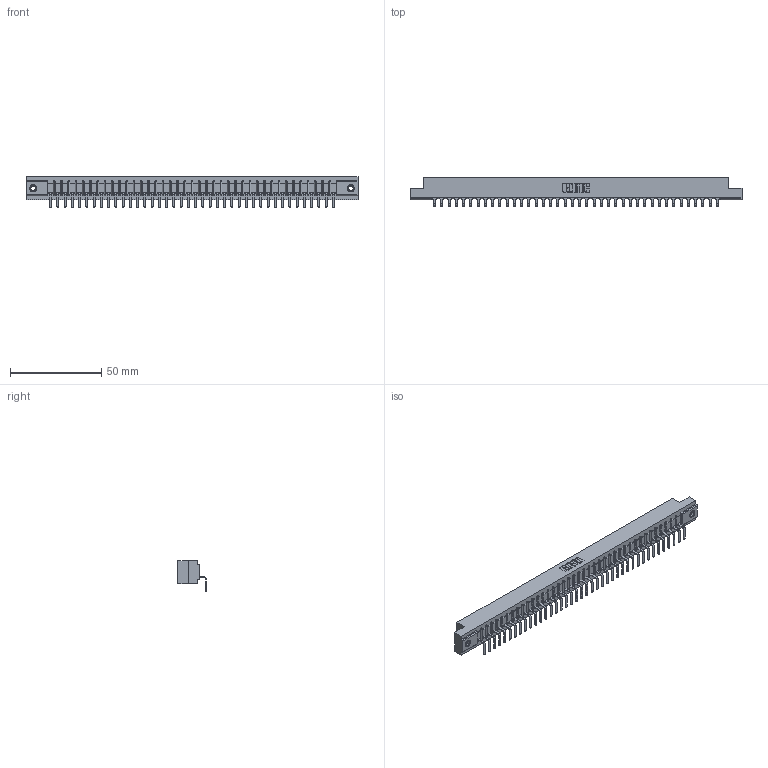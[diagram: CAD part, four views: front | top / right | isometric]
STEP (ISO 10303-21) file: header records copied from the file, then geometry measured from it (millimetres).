
FILE_DESCRIPTION (( 'STEP AP203' ), '1' );
FILE_NAME ('307-040-559-107.STEP', '2019-09-05T17:12:42', ( '' ), ( '' ), 'SwSTEP 2.0', 'SolidWorks 2016', '' );
FILE_SCHEMA (( 'CONFIG_CONTROL_DESIGN' ));
Length unit declared in the file: inch
Products named in the file (4): 307 Part_.156 Dia Mounting Holes; 307-290-001_558 559 - 1 (Single); 345-250-001_345-250-005-103; 307-040-559-107
Assembly tree (43 placements, depth 2):
  307-040-559-107
    307 Part_.156 Dia Mounting Holes
    307-290-001_558 559 - 1 (Single)  x40
    345-250-001_345-250-005-103  x2
Bounding box: 181.51 x 15.46 x 16.8 mm (x, y, z)
Volume: 18866.8 mm3; surface area: 20276.1 mm2
Topology: 43 solids, 43 shells, 2619 faces, 7419 edges, 4774 vertices
Faces by surface type: plane 1662, cylinder 859, sphere 82, cone 12, torus 4
Entity records: 35827 total; most frequent: CARTESIAN_POINT 6015, ORIENTED_EDGE 5994, DIRECTION 5861, EDGE_CURVE 2997, LINE 2297, VECTOR 2297, VERTEX_POINT 1936, AXIS2_PLACEMENT_3D 1782
